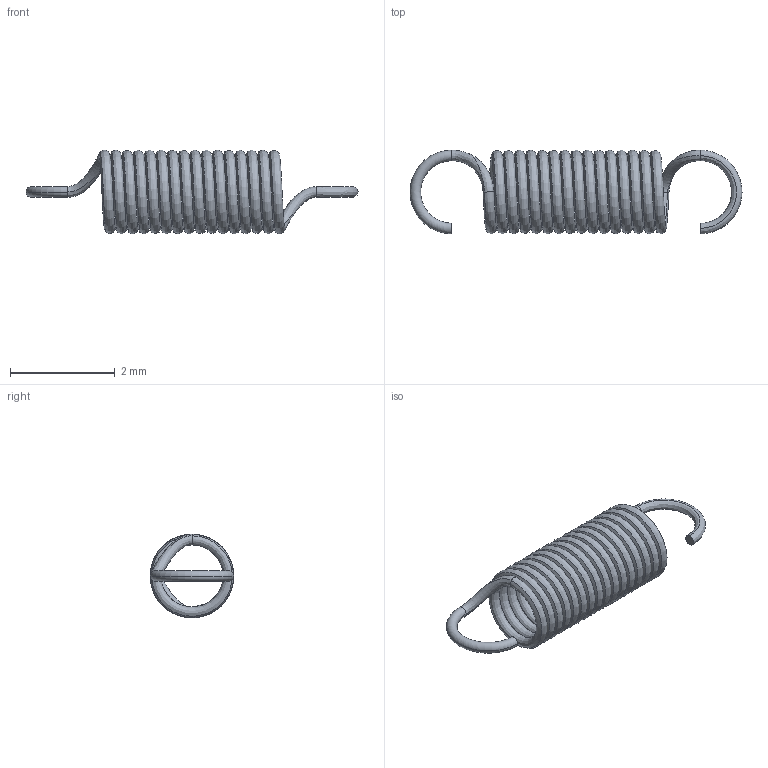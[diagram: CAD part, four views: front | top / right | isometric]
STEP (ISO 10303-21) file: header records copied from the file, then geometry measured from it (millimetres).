
FILE_DESCRIPTION (( 'STEP AP203' ), '1' );
FILE_NAME ('1942N1.STEP', '2018-03-07T22:38:29', ( '' ), ( '' ), 'SwSTEP 2.0', 'SolidWorks 2014', '' );
FILE_SCHEMA (( 'CONFIG_CONTROL_DESIGN' ));
Length unit declared in the file: inch
Products named in the file (1): 1942N1
Bounding box: 6.35 x 1.6 x 1.6 mm (x, y, z)
Volume: 2.4 mm3; surface area: 48 mm2
Topology: 1 solids, 1 shells, 12 faces, 22 edges, 12 vertices
Faces by surface type: bspline 8, torus 2, plane 2
Entity records: 7023 total; most frequent: CARTESIAN_POINT 6737, ORIENTED_EDGE 44, DIRECTION 42, EDGE_CURVE 22, AXIS2_PLACEMENT_3D 21, CIRCLE 16, FACE_OUTER_BOUND 12, ADVANCED_FACE 12
